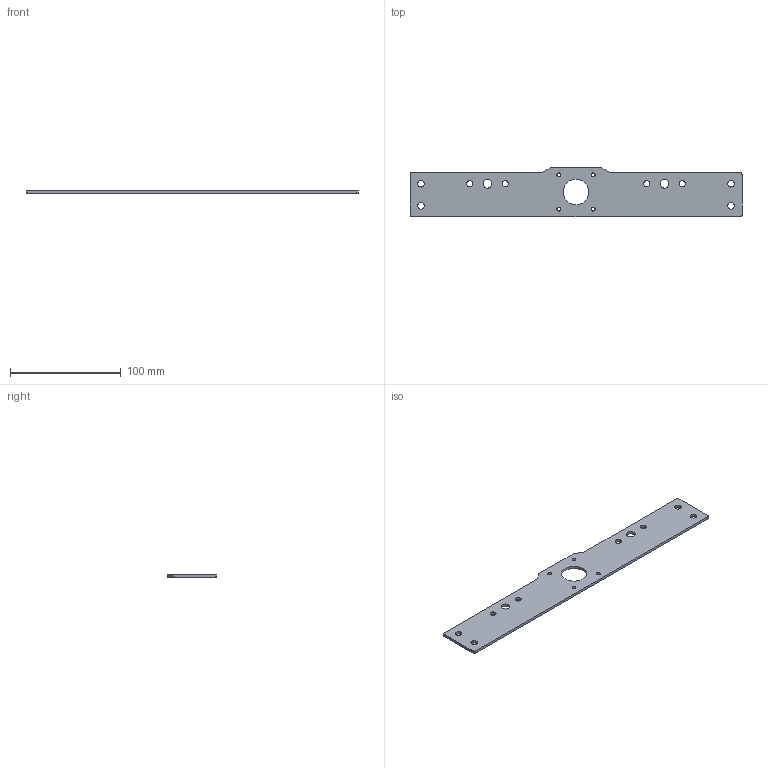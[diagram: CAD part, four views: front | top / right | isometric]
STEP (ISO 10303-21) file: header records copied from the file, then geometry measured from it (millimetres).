
FILE_DESCRIPTION(('FreeCAD Model'),'2;1');
FILE_NAME('Open CASCADE Shape Model','2021-05-01T23:19:02',('Author'),( ''),'Open CASCADE STEP processor 7.4','FreeCAD','Unknown');
FILE_SCHEMA(('AUTOMOTIVE_DESIGN { 1 0 10303 214 1 1 1 1 }'));
Length unit declared in the file: millimetre
Products named in the file (1): Body
Bounding box: 300 x 45 x 2.5 mm (x, y, z)
Volume: 28744.9 mm3; surface area: 25474.6 mm2
Topology: 1 solids, 1 shells, 29 faces, 81 edges, 54 vertices
Faces by surface type: cylinder 19, plane 10
Full cylindrical faces by diameter (mm): 3.5 x4, 5.5 x4, 6 x4, 8 x2, 23 x1
Entity records: 2088 total; most frequent: DIRECTION 341, CARTESIAN_POINT 327, LINE 167, VECTOR 167, ORIENTED_EDGE 162, PCURVE 162, DEFINITIONAL_REPRESENTATION 162, EDGE_CURVE 81
